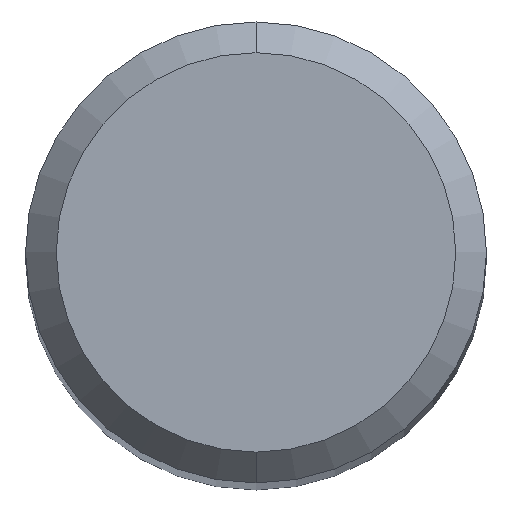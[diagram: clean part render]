
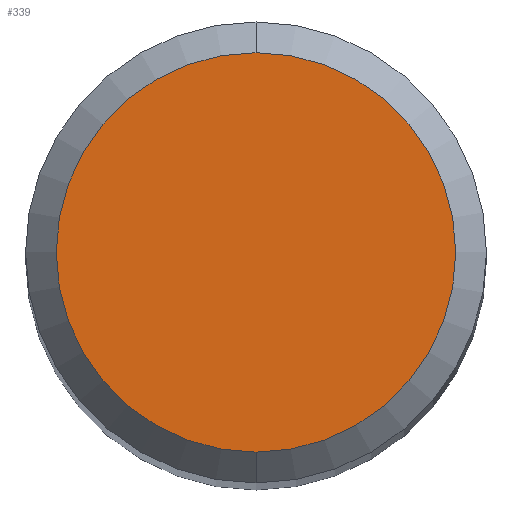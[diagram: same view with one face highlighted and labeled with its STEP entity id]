
A CAD part, top view. The second image highlights one B-rep face of the part: STEP entity #339.
In plain terms, the highlighted planar face has unit normal (0, 0, 1).
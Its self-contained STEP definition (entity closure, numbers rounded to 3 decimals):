
#211=EDGE_CURVE('',#381,#395,#522,.T.);
#279=EDGE_CURVE('',#395,#381,#596,.T.);
#339=ADVANCED_FACE('',(#659),#660,.T.);
#381=VERTEX_POINT('',#707);
#395=VERTEX_POINT('',#723);
#522=CIRCLE('',#913,2.6);
#596=CIRCLE('',#1069,2.6);
#659=FACE_OUTER_BOUND('',#1195,.T.);
#660=PLANE('',#1196);
#707=CARTESIAN_POINT('',(0.,-2.6,0.0));
#723=CARTESIAN_POINT('',(0.0,2.6,0.0));
#913=AXIS2_PLACEMENT_3D('',#1487,#1488,#1489);
#1069=AXIS2_PLACEMENT_3D('',#1576,#1577,#1578);
#1195=EDGE_LOOP('',(#1624,#1625));
#1196=AXIS2_PLACEMENT_3D('',#1626,#1627,#1628);
#1487=CARTESIAN_POINT('',(0.0,0.0,0.0));
#1488=DIRECTION('',(0.0,0.0,-1.0));
#1489=DIRECTION('',(0.0,1.0,0.0));
#1576=CARTESIAN_POINT('',(0.0,0.0,0.0));
#1577=DIRECTION('',(0.0,0.0,-1.0));
#1578=DIRECTION('',(0.0,1.0,0.0));
#1624=ORIENTED_EDGE('',*,*,#279,.F.);
#1625=ORIENTED_EDGE('',*,*,#211,.F.);
#1626=CARTESIAN_POINT('',(0.0,1.3,0.0));
#1627=DIRECTION('',(-0.0,0.0,1.0));
#1628=DIRECTION('',(0.0,-1.0,0.0));
